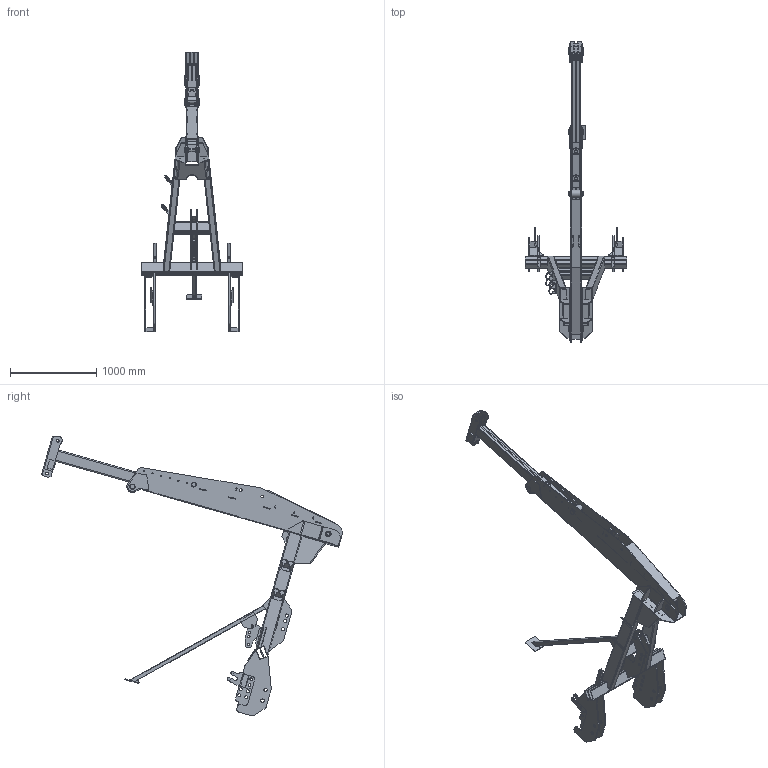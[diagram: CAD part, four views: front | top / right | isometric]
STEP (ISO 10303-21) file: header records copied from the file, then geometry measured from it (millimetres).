
FILE_DESCRIPTION(('FreeCAD Model'),'2;1');
FILE_NAME('Open CASCADE Shape Model','2025-05-09T11:11:43',('FreeCAD'),( 'FreeCAD'),'Open CASCADE STEP processor 7.6','FreeCAD','Unknown');
FILE_SCHEMA(('AUTOMOTIVE_DESIGN { 1 0 10303 214 1 1 1 1 }'));
Products named in the file (1): Open CASCADE STEP translator 7.6 1
Bounding box: 1183.98 x 3495.27 x 3251.78 mm (x, y, z)
Volume: 66245698.1 mm3; surface area: 18369846.7 mm2
Topology: 75 solids, 75 shells, 1878 faces, 5067 edges, 3350 vertices
Faces by surface type: bspline 1878
Entity records: 58877 total; most frequent: CARTESIAN_POINT 29139, ORIENTED_EDGE 10134, EDGE_CURVE 5067, B_SPLINE_CURVE_WITH_KNOTS 3571, VERTEX_POINT 3350, FACE_BOUND 2273, EDGE_LOOP 2273, ADVANCED_FACE 1878
